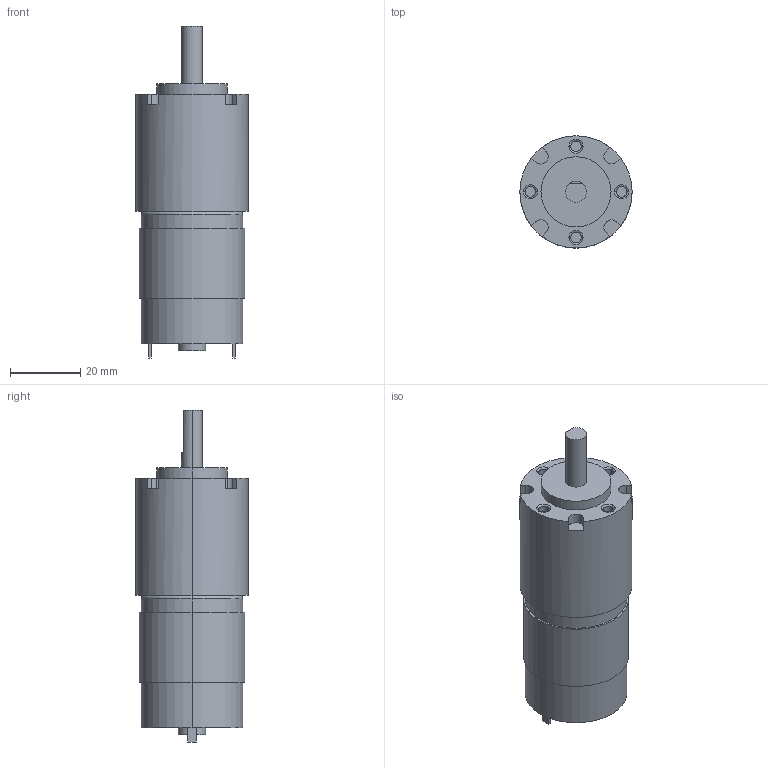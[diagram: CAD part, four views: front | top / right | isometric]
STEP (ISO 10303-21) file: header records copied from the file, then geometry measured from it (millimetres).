
FILE_DESCRIPTION (( 'STEP AP214' ), '1' );
FILE_NAME ('moteur_IG320100_step.STEP', '2015-12-14T13:43:36', ( '' ), ( '' ), 'SwSTEP 2.0', 'SolidWorks 2014', '' );
FILE_SCHEMA (( 'AUTOMOTIVE_DESIGN' ));
Length unit declared in the file: millimetre
Products named in the file (1): moteur_IG320100_step
Bounding box: 32 x 32 x 94.7 mm (x, y, z)
Volume: 53954.3 mm3; surface area: 9510.6 mm2
Topology: 1 solids, 1 shells, 74 faces, 170 edges, 110 vertices
Faces by surface type: plane 36, cylinder 28, torus 10
Entity records: 2154 total; most frequent: DIRECTION 406, CARTESIAN_POINT 355, ORIENTED_EDGE 340, EDGE_CURVE 170, AXIS2_PLACEMENT_3D 161, VERTEX_POINT 110, CIRCLE 86, EDGE_LOOP 86
